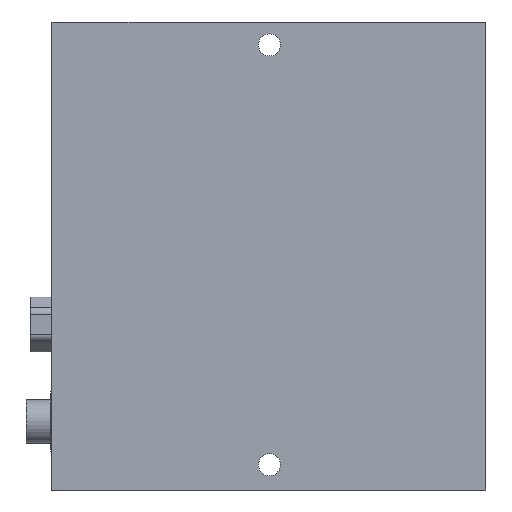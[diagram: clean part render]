
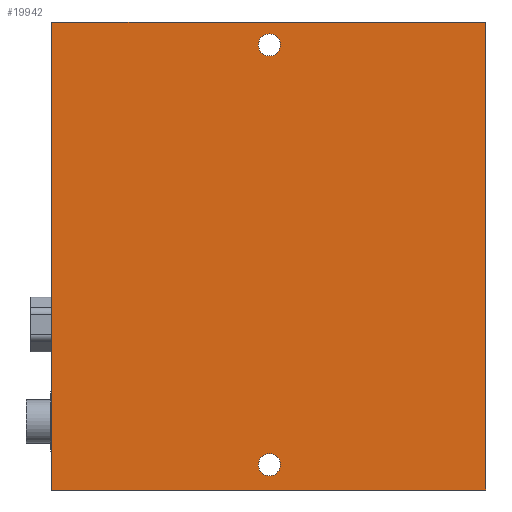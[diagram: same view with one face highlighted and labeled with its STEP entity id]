
A CAD part, front view. The second image highlights one B-rep face of the part: STEP entity #19942.
In plain terms, the highlighted planar face has unit normal (0, -1, 0).
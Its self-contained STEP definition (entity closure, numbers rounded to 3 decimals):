
#307 = VECTOR ( 'NONE', #9126, 1000. ) ;
#326 = VERTEX_POINT ( 'NONE', #13610 ) ;
#495 = EDGE_LOOP ( 'NONE', ( #4019, #21714, #5598, #7134 ) ) ;
#877 = DIRECTION ( 'NONE',  ( 0., 0., 1. ) ) ;
#1336 = AXIS2_PLACEMENT_3D ( 'NONE', #6887, #16097, #10514 ) ;
#1400 = EDGE_LOOP ( 'NONE', ( #19630, #6012 ) ) ;
#2157 = EDGE_CURVE ( 'NONE', #12397, #14537, #4396, .T. ) ;
#2543 = CARTESIAN_POINT ( 'NONE',  ( 0., 0., 0. ) ) ;
#2644 = EDGE_CURVE ( 'NONE', #14537, #12397, #5903, .T. ) ;
#2924 = CARTESIAN_POINT ( 'NONE',  ( 0.1, 0., -5.813 ) ) ;
#3491 = CARTESIAN_POINT ( 'NONE',  ( 28.4, 0., 0. ) ) ;
#3890 = VECTOR ( 'NONE', #24408, 1000. ) ;
#3907 = EDGE_CURVE ( 'NONE', #4716, #8751, #4925, .T. ) ;
#4019 = ORIENTED_EDGE ( 'NONE', *, *, #8313, .F. ) ;
#4231 = DIRECTION ( 'NONE',  ( 0., 0., 1. ) ) ;
#4364 = VERTEX_POINT ( 'NONE', #14458 ) ;
#4396 = CIRCLE ( 'NONE', #7970, 1.45 ) ;
#4716 = VERTEX_POINT ( 'NONE', #2924 ) ;
#4758 = EDGE_CURVE ( 'NONE', #4364, #15971, #13902, .T. ) ;
#4925 = CIRCLE ( 'NONE', #16621, 1.45 ) ;
#4932 = FACE_BOUND ( 'NONE', #1400, .T. ) ;
#5598 = ORIENTED_EDGE ( 'NONE', *, *, #18200, .T. ) ;
#5903 = CIRCLE ( 'NONE', #1336, 1.45 ) ;
#6012 = ORIENTED_EDGE ( 'NONE', *, *, #3907, .T. ) ;
#6350 = DIRECTION ( 'NONE',  ( 0., 1., 0. ) ) ;
#6580 = DIRECTION ( 'NONE',  ( 1., 0., 0. ) ) ;
#6609 = EDGE_LOOP ( 'NONE', ( #12117, #16822 ) ) ;
#6887 = CARTESIAN_POINT ( 'NONE',  ( 0.1, 0., 50.637 ) ) ;
#7106 = CARTESIAN_POINT ( 'NONE',  ( -28.4, 0., 0. ) ) ;
#7134 = ORIENTED_EDGE ( 'NONE', *, *, #4758, .T. ) ;
#7970 = AXIS2_PLACEMENT_3D ( 'NONE', #21964, #8749, #10003 ) ;
#8057 = PLANE ( 'NONE',  #23672 ) ;
#8313 = EDGE_CURVE ( 'NONE', #326, #15971, #23117, .T. ) ;
#8749 = DIRECTION ( 'NONE',  ( 0., 1., 0. ) ) ;
#8751 = VERTEX_POINT ( 'NONE', #24133 ) ;
#8808 = CARTESIAN_POINT ( 'NONE',  ( 0.1, 0., 49.187 ) ) ;
#8819 = DIRECTION ( 'NONE',  ( 0., 1., 0. ) ) ;
#8863 = CARTESIAN_POINT ( 'NONE',  ( 0.1, 0., 52.087 ) ) ;
#9126 = DIRECTION ( 'NONE',  ( 0., 0., -1. ) ) ;
#10003 = DIRECTION ( 'NONE',  ( 0., 0., 1. ) ) ;
#10514 = DIRECTION ( 'NONE',  ( 0., 0., 1. ) ) ;
#10706 = EDGE_CURVE ( 'NONE', #8751, #4716, #12249, .T. ) ;
#10913 = VECTOR ( 'NONE', #6580, 1000. ) ;
#12111 = AXIS2_PLACEMENT_3D ( 'NONE', #17937, #19617, #17682 ) ;
#12117 = ORIENTED_EDGE ( 'NONE', *, *, #2157, .T. ) ;
#12249 = CIRCLE ( 'NONE', #12111, 1.45 ) ;
#12397 = VERTEX_POINT ( 'NONE', #8863 ) ;
#13610 = CARTESIAN_POINT ( 'NONE',  ( 28.4, 0., 53.637 ) ) ;
#13902 = LINE ( 'NONE', #14339, #10913 ) ;
#14339 = CARTESIAN_POINT ( 'NONE',  ( 0., 0., -7.662 ) ) ;
#14458 = CARTESIAN_POINT ( 'NONE',  ( -28.4, 0., -7.662 ) ) ;
#14537 = VERTEX_POINT ( 'NONE', #8808 ) ;
#14664 = EDGE_CURVE ( 'NONE', #326, #24447, #20849, .T. ) ;
#15971 = VERTEX_POINT ( 'NONE', #24246 ) ;
#16097 = DIRECTION ( 'NONE',  ( 0., 1., 0. ) ) ;
#16621 = AXIS2_PLACEMENT_3D ( 'NONE', #24059, #8819, #877 ) ;
#16822 = ORIENTED_EDGE ( 'NONE', *, *, #2644, .T. ) ;
#17682 = DIRECTION ( 'NONE',  ( 0., 0., 1. ) ) ;
#17893 = CARTESIAN_POINT ( 'NONE',  ( -28.4, 0., 53.637 ) ) ;
#17937 = CARTESIAN_POINT ( 'NONE',  ( 0.1, 0., -4.363 ) ) ;
#18200 = EDGE_CURVE ( 'NONE', #24447, #4364, #22845, .T. ) ;
#19337 = VECTOR ( 'NONE', #22778, 1000. ) ;
#19617 = DIRECTION ( 'NONE',  ( 0., 1., 0. ) ) ;
#19630 = ORIENTED_EDGE ( 'NONE', *, *, #10706, .T. ) ;
#19942 = ADVANCED_FACE ( 'NONE', ( #20842, #4932, #24443 ), #8057, .F. ) ;
#20842 = FACE_BOUND ( 'NONE', #6609, .T. ) ;
#20849 = LINE ( 'NONE', #24553, #19337 ) ;
#21714 = ORIENTED_EDGE ( 'NONE', *, *, #14664, .T. ) ;
#21964 = CARTESIAN_POINT ( 'NONE',  ( 0.1, 0., 50.637 ) ) ;
#22778 = DIRECTION ( 'NONE',  ( -1., 0., 0. ) ) ;
#22845 = LINE ( 'NONE', #7106, #307 ) ;
#23117 = LINE ( 'NONE', #3491, #3890 ) ;
#23672 = AXIS2_PLACEMENT_3D ( 'NONE', #2543, #6350, #4231 ) ;
#24059 = CARTESIAN_POINT ( 'NONE',  ( 0.1, 0., -4.363 ) ) ;
#24133 = CARTESIAN_POINT ( 'NONE',  ( 0.1, 0., -2.913 ) ) ;
#24246 = CARTESIAN_POINT ( 'NONE',  ( 28.4, 0., -7.662 ) ) ;
#24408 = DIRECTION ( 'NONE',  ( 0., 0., -1. ) ) ;
#24443 = FACE_OUTER_BOUND ( 'NONE', #495, .T. ) ;
#24447 = VERTEX_POINT ( 'NONE', #17893 ) ;
#24553 = CARTESIAN_POINT ( 'NONE',  ( 0., 0., 53.637 ) ) ;
